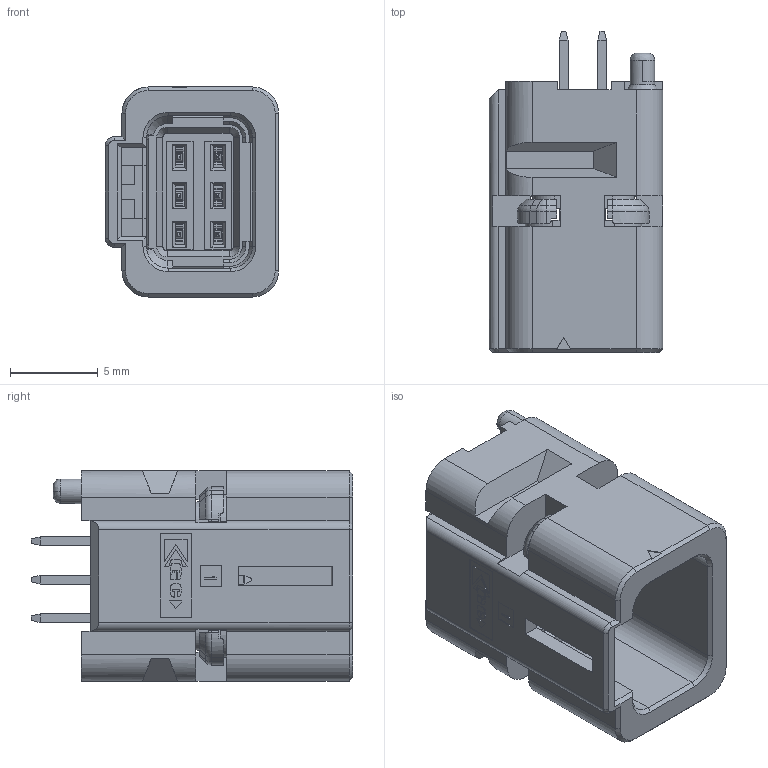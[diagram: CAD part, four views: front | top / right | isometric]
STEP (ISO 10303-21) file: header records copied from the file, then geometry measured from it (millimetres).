
FILE_DESCRIPTION((''),'2;1');
FILE_NAME('06PIN-G-B3','2025-03-19T15:56:06',('NK210218'),(''),'CREO PARAMETRIC BY PTC INC, 2020053','CREO PARAMETRIC BY PTC INC, 2020053','');
FILE_SCHEMA(('CONFIG_CONTROL_DESIGN','SHAPE_APPEARANCE_LAYERS_GROUPS'));
Length unit declared in the file: inch
Products named in the file (1): 06PIN-G-B3
Bounding box: 9.9 x 18.35 x 12 mm (x, y, z)
Volume: 900.9 mm3; surface area: 1583.9 mm2
Topology: 1 solids, 1 shells, 664 faces, 1778 edges, 1131 vertices
Faces by surface type: plane 463, cylinder 149, cone 31, torus 9, extrusion 9, bspline 3
Entity records: 25893 total; most frequent: CARTESIAN_POINT 4607, ORIENTED_EDGE 3556, DIRECTION 3250, EDGE_CURVE 1778, VECTOR 1400, LINE 1391, VERTEX_POINT 1131, AXIS2_PLACEMENT_3D 925
